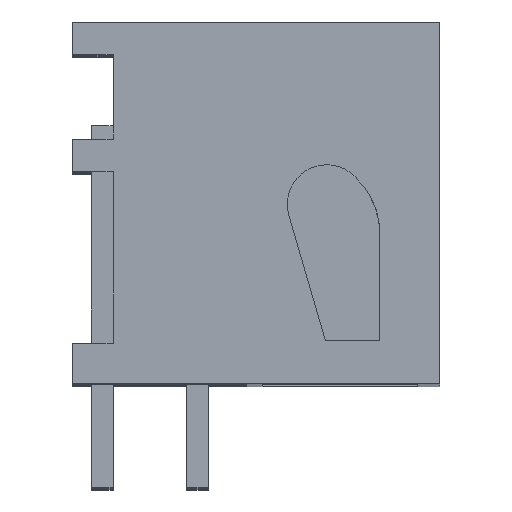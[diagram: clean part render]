
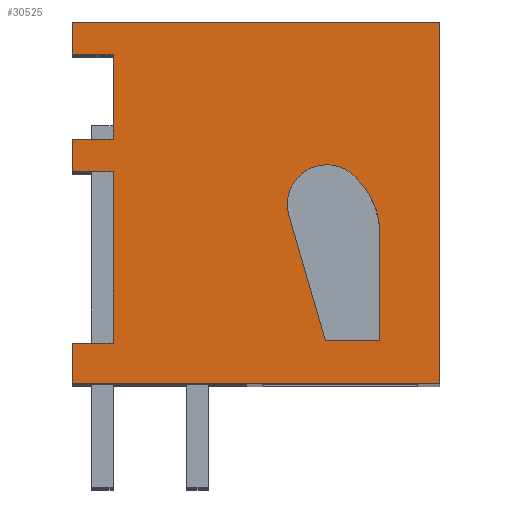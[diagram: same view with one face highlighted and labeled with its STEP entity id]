
A CAD part, top view. The second image highlights one B-rep face of the part: STEP entity #30525.
In plain terms, the highlighted planar face has unit normal (0, 0, 1).
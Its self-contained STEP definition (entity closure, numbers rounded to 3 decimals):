
#24=PLANE('',#31733);
#1147=CIRCLE('',#31721,2.9);
#1151=CIRCLE('',#31734,1.45);
#1289=LINE('',#38875,#4414);
#1292=LINE('',#38880,#4417);
#1304=LINE('',#38913,#4429);
#1305=LINE('',#38916,#4430);
#1306=LINE('',#38918,#4431);
#1307=LINE('',#38920,#4432);
#1308=LINE('',#38922,#4433);
#1309=LINE('',#38924,#4434);
#1310=LINE('',#38926,#4435);
#1311=LINE('',#38928,#4436);
#1312=LINE('',#38930,#4437);
#1313=LINE('',#38932,#4438);
#1314=LINE('',#38934,#4439);
#1315=LINE('',#38936,#4440);
#1316=LINE('',#38939,#4441);
#4414=VECTOR('',#33074,1000.);
#4417=VECTOR('',#33079,1000.);
#4429=VECTOR('',#33107,1000.);
#4430=VECTOR('',#33108,1000.);
#4431=VECTOR('',#33109,1000.);
#4432=VECTOR('',#33110,1000.);
#4433=VECTOR('',#33111,1000.);
#4434=VECTOR('',#33112,1000.);
#4435=VECTOR('',#33113,1000.);
#4436=VECTOR('',#33114,1000.);
#4437=VECTOR('',#33115,1000.);
#4438=VECTOR('',#33116,1000.);
#4439=VECTOR('',#33117,1000.);
#4440=VECTOR('',#33118,1000.);
#4441=VECTOR('',#33121,1000.);
#7566=ORIENTED_EDGE('',*,*,#14092,.T.);
#7567=ORIENTED_EDGE('',*,*,#14093,.T.);
#7568=ORIENTED_EDGE('',*,*,#14094,.T.);
#7569=ORIENTED_EDGE('',*,*,#14095,.T.);
#7570=ORIENTED_EDGE('',*,*,#14096,.T.);
#7571=ORIENTED_EDGE('',*,*,#14097,.T.);
#7572=ORIENTED_EDGE('',*,*,#14098,.T.);
#7573=ORIENTED_EDGE('',*,*,#14099,.T.);
#7574=ORIENTED_EDGE('',*,*,#14100,.T.);
#7575=ORIENTED_EDGE('',*,*,#14101,.T.);
#7576=ORIENTED_EDGE('',*,*,#14102,.T.);
#7577=ORIENTED_EDGE('',*,*,#14103,.T.);
#7578=ORIENTED_EDGE('',*,*,#14104,.F.);
#7579=ORIENTED_EDGE('',*,*,#14065,.F.);
#7580=ORIENTED_EDGE('',*,*,#14076,.F.);
#7581=ORIENTED_EDGE('',*,*,#14073,.F.);
#7582=ORIENTED_EDGE('',*,*,#14105,.F.);
#14065=EDGE_CURVE('',#17330,#17331,#1147,.T.);
#14073=EDGE_CURVE('',#17338,#17339,#1289,.T.);
#14076=EDGE_CURVE('',#17339,#17330,#1292,.T.);
#14092=EDGE_CURVE('',#17353,#17354,#1304,.T.);
#14093=EDGE_CURVE('',#17354,#17355,#1305,.T.);
#14094=EDGE_CURVE('',#17355,#17356,#1306,.T.);
#14095=EDGE_CURVE('',#17356,#17357,#1307,.T.);
#14096=EDGE_CURVE('',#17357,#17358,#1308,.T.);
#14097=EDGE_CURVE('',#17358,#17359,#1309,.T.);
#14098=EDGE_CURVE('',#17359,#17360,#1310,.T.);
#14099=EDGE_CURVE('',#17360,#17361,#1311,.T.);
#14100=EDGE_CURVE('',#17361,#17362,#1312,.T.);
#14101=EDGE_CURVE('',#17362,#17363,#1313,.T.);
#14102=EDGE_CURVE('',#17363,#17364,#1314,.T.);
#14103=EDGE_CURVE('',#17364,#17353,#1315,.T.);
#14104=EDGE_CURVE('',#17331,#17365,#1151,.T.);
#14105=EDGE_CURVE('',#17365,#17338,#1316,.T.);
#17330=VERTEX_POINT('',#38857);
#17331=VERTEX_POINT('',#38859);
#17338=VERTEX_POINT('',#38874);
#17339=VERTEX_POINT('',#38876);
#17353=VERTEX_POINT('',#38914);
#17354=VERTEX_POINT('',#38915);
#17355=VERTEX_POINT('',#38917);
#17356=VERTEX_POINT('',#38919);
#17357=VERTEX_POINT('',#38921);
#17358=VERTEX_POINT('',#38923);
#17359=VERTEX_POINT('',#38925);
#17360=VERTEX_POINT('',#38927);
#17361=VERTEX_POINT('',#38929);
#17362=VERTEX_POINT('',#38931);
#17363=VERTEX_POINT('',#38933);
#17364=VERTEX_POINT('',#38935);
#17365=VERTEX_POINT('',#38938);
#19504=EDGE_LOOP('',(#7566,#7567,#7568,#7569,#7570,#7571,#7572,#7573,#7574,
#7575,#7576,#7577));
#19505=EDGE_LOOP('',(#7578,#7579,#7580,#7581,#7582));
#20797=FACE_BOUND('',#19504,.T.);
#20798=FACE_BOUND('',#19505,.T.);
#30525=ADVANCED_FACE('',(#20797,#20798),#24,.T.);
#31721=AXIS2_PLACEMENT_3D('',#38858,#33061,#33062);
#31733=AXIS2_PLACEMENT_3D('',#38912,#33105,#33106);
#31734=AXIS2_PLACEMENT_3D('',#38937,#33119,#33120);
#33061=DIRECTION('',(0.,0.,1.));
#33062=DIRECTION('',(1.,0.,0.));
#33074=DIRECTION('',(1.,0.,0.));
#33079=DIRECTION('',(0.,1.,0.));
#33105=DIRECTION('',(0.,0.,1.));
#33106=DIRECTION('',(1.,0.,0.));
#33107=DIRECTION('',(0.,-1.,0.));
#33108=DIRECTION('',(1.,0.,0.));
#33109=DIRECTION('',(0.,-1.,0.));
#33110=DIRECTION('',(-1.,0.,0.));
#33111=DIRECTION('',(0.,-1.,0.));
#33112=DIRECTION('',(1.,0.,0.));
#33113=DIRECTION('',(0.,1.,0.));
#33114=DIRECTION('',(-1.,0.,0.));
#33115=DIRECTION('',(0.,-1.,0.));
#33116=DIRECTION('',(1.,0.,0.));
#33117=DIRECTION('',(0.,-1.,0.));
#33118=DIRECTION('',(-1.,0.,0.));
#33119=DIRECTION('',(0.,0.,1.));
#33120=DIRECTION('',(1.,0.,0.));
#33121=DIRECTION('',(0.28,-0.96,0.));
#38857=CARTESIAN_POINT('',(6.7,5.501,57.5));
#38858=CARTESIAN_POINT('',(3.8,5.501,57.5));
#38859=CARTESIAN_POINT('',(5.79,7.61,57.5));
#38874=CARTESIAN_POINT('',(4.7,1.6,57.5));
#38875=CARTESIAN_POINT('',(4.7,1.6,57.5));
#38876=CARTESIAN_POINT('',(6.7,1.6,57.5));
#38880=CARTESIAN_POINT('',(6.7,1.6,57.5));
#38912=CARTESIAN_POINT('',(0.,0.,57.5));
#38913=CARTESIAN_POINT('',(-4.6,9.,57.5));
#38914=CARTESIAN_POINT('',(-4.6,9.,57.5));
#38915=CARTESIAN_POINT('',(-4.6,7.8,57.5));
#38916=CARTESIAN_POINT('',(-4.6,7.8,57.5));
#38917=CARTESIAN_POINT('',(-3.1,7.8,57.5));
#38918=CARTESIAN_POINT('',(-3.1,7.8,57.5));
#38919=CARTESIAN_POINT('',(-3.1,1.5,57.5));
#38920=CARTESIAN_POINT('',(-3.1,1.5,57.5));
#38921=CARTESIAN_POINT('',(-4.6,1.5,57.5));
#38922=CARTESIAN_POINT('',(-4.6,1.5,57.5));
#38923=CARTESIAN_POINT('',(-4.6,0.,57.5));
#38924=CARTESIAN_POINT('',(-4.6,0.,57.5));
#38925=CARTESIAN_POINT('',(8.9,0.,57.5));
#38926=CARTESIAN_POINT('',(8.9,0.,57.5));
#38927=CARTESIAN_POINT('',(8.9,13.3,57.5));
#38928=CARTESIAN_POINT('',(8.9,13.3,57.5));
#38929=CARTESIAN_POINT('',(-4.6,13.3,57.5));
#38930=CARTESIAN_POINT('',(-4.6,13.3,57.5));
#38931=CARTESIAN_POINT('',(-4.6,12.1,57.5));
#38932=CARTESIAN_POINT('',(-4.6,12.1,57.5));
#38933=CARTESIAN_POINT('',(-3.1,12.1,57.5));
#38934=CARTESIAN_POINT('',(-3.1,12.1,57.5));
#38935=CARTESIAN_POINT('',(-3.1,9.,57.5));
#38936=CARTESIAN_POINT('',(-3.1,9.,57.5));
#38937=CARTESIAN_POINT('',(4.75,6.6,57.5));
#38938=CARTESIAN_POINT('',(3.358,6.193,57.5));
#38939=CARTESIAN_POINT('',(3.358,6.193,57.5));
